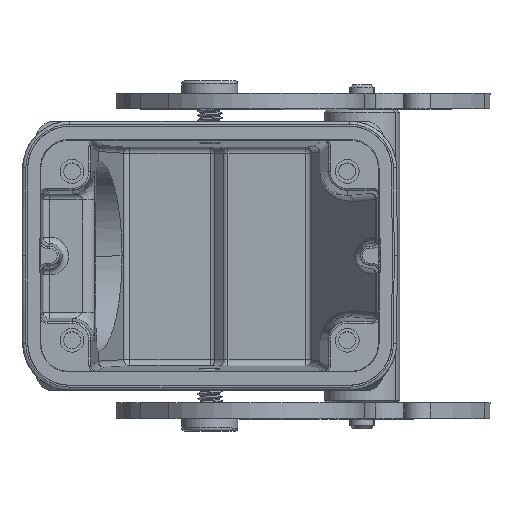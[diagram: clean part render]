
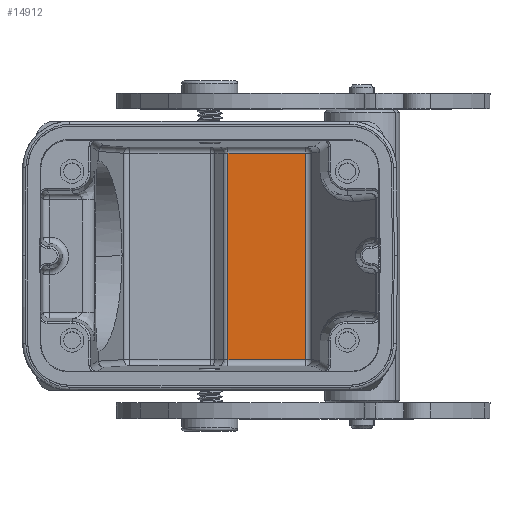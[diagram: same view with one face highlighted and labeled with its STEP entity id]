
A CAD part, top view. The second image highlights one B-rep face of the part: STEP entity #14912.
In plain terms, the highlighted planar face has unit normal (0, 0, 1).
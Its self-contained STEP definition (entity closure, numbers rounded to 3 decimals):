
#3243=DIRECTION('',(0.,1.,0.));
#3244=VECTOR('',#3243,33.069);
#3245=CARTESIAN_POINT('',(15.369,-16.535,-65.5));
#3246=LINE('',#3245,#3244);
#3266=DIRECTION('',(-1.,0.,0.));
#3267=VECTOR('',#3266,12.438);
#3268=CARTESIAN_POINT('',(15.369,16.535,-65.5));
#3269=LINE('',#3268,#3267);
#3270=DIRECTION('',(0.,-1.,0.));
#3271=VECTOR('',#3270,33.069);
#3272=CARTESIAN_POINT('',(2.93,16.535,-65.5));
#3273=LINE('',#3272,#3271);
#3384=DIRECTION('',(1.,0.,0.));
#3385=VECTOR('',#3384,12.438);
#3386=CARTESIAN_POINT('',(2.93,-16.535,
-65.5));
#3387=LINE('',#3386,#3385);
#9423=CARTESIAN_POINT('',(15.369,-16.535,-65.5));
#9424=VERTEX_POINT('',#9423);
#9426=CARTESIAN_POINT('',(15.369,16.535,-65.5));
#9428=VERTEX_POINT('',#9426);
#9429=CARTESIAN_POINT('',(2.93,16.535,-65.5));
#9430=VERTEX_POINT('',#9429);
#9431=CARTESIAN_POINT('',(2.93,-16.535,
-65.5));
#9432=VERTEX_POINT('',#9431);
#14899=CARTESIAN_POINT('',(16.136,-18.5,-65.5));
#14900=DIRECTION('',(0.,0.,-1.));
#14901=DIRECTION('',(-1.,0.,0.));
#14902=AXIS2_PLACEMENT_3D('',#14899,#14900,#14901);
#14903=PLANE('',#14902);
#14905=ORIENTED_EDGE('',*,*,#14904,.F.);
#14906=ORIENTED_EDGE('',*,*,#14892,.F.);
#14907=ORIENTED_EDGE('',*,*,#14867,.F.);
#14909=ORIENTED_EDGE('',*,*,#14908,.F.);
#14910=EDGE_LOOP('',(#14905,#14906,#14907,#14909));
#14911=FACE_OUTER_BOUND('',#14910,.F.);
#14912=ADVANCED_FACE('',(#14911),#14903,.F.);
#14867=EDGE_CURVE('',#9424,#9428,#3246,.T.);
#14892=EDGE_CURVE('',#9428,#9430,#3269,.T.);
#14904=EDGE_CURVE('',#9430,#9432,#3273,.T.);
#14908=EDGE_CURVE('',#9432,#9424,#3387,.T.);
